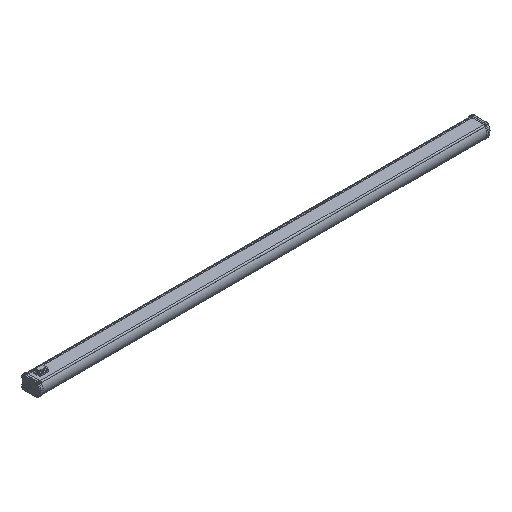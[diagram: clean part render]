
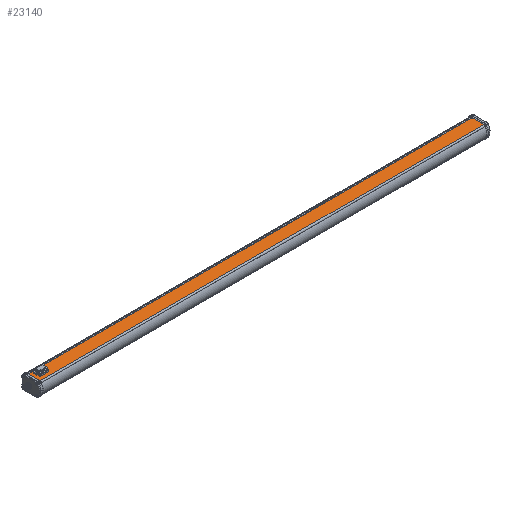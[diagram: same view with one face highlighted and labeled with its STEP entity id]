
A CAD part, isometric view. The second image highlights one B-rep face of the part: STEP entity #23140.
In plain terms, the highlighted planar face has unit normal (0, 0, 1).
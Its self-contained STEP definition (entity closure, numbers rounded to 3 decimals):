
#4854=DIRECTION('',(0.,-1.,0.));
#4855=VECTOR('',#4854,29.273);
#4856=CARTESIAN_POINT('',(574.,-6.581,16.));
#4857=LINE('',#4856,#4855);
#4988=DIRECTION('',(1.,0.,0.));
#4989=VECTOR('',#4988,1148.);
#4990=CARTESIAN_POINT('',(-574.,-37.,16.));
#4991=LINE('',#4990,#4989);
#4992=DIRECTION('',(0.,-1.,0.));
#4993=VECTOR('',#4992,1.146);
#4994=CARTESIAN_POINT('',(-574.,-35.854,16.));
#4995=LINE('',#4994,#4993);
#4996=DIRECTION('',(-1.,0.,0.));
#4997=VECTOR('',#4996,1148.);
#4998=CARTESIAN_POINT('',(574.,-6.581,16.));
#4999=LINE('',#4998,#4997);
#5000=DIRECTION('',(0.,-1.,0.));
#5001=VECTOR('',#5000,1.146);
#5002=CARTESIAN_POINT('',(574.,-35.854,16.));
#5003=LINE('',#5002,#5001);
#5004=DIRECTION('',(0.,1.,0.));
#5005=VECTOR('',#5004,14.5);
#5006=CARTESIAN_POINT('',(-537.3,-26.45,16.));
#5007=LINE('',#5006,#5005);
#5008=CARTESIAN_POINT('',(-538.8,-11.95,16.));
#5009=DIRECTION('',(0.,0.,-1.));
#5010=DIRECTION('',(0.,1.,0.));
#5011=AXIS2_PLACEMENT_3D('',#5008,#5009,#5010);
#5013=DIRECTION('',(-1.,0.,0.));
#5014=VECTOR('',#5013,20.9);
#5015=CARTESIAN_POINT('',(-538.8,-10.45,16.));
#5016=LINE('',#5015,#5014);
#5017=CARTESIAN_POINT('',(-559.7,-11.95,16.));
#5018=DIRECTION('',(0.,0.,-1.));
#5019=DIRECTION('',(-1.,0.,0.));
#5020=AXIS2_PLACEMENT_3D('',#5017,#5018,#5019);
#5022=DIRECTION('',(0.,-1.,0.));
#5023=VECTOR('',#5022,14.5);
#5024=CARTESIAN_POINT('',(-561.2,-11.95,16.));
#5025=LINE('',#5024,#5023);
#5026=CARTESIAN_POINT('',(-559.7,-26.45,16.));
#5027=DIRECTION('',(0.,0.,-1.));
#5028=DIRECTION('',(0.,-1.,0.));
#5029=AXIS2_PLACEMENT_3D('',#5026,#5027,#5028);
#5031=DIRECTION('',(1.,0.,0.));
#5032=VECTOR('',#5031,20.9);
#5033=CARTESIAN_POINT('',(-559.7,-27.95,16.));
#5034=LINE('',#5033,#5032);
#5035=CARTESIAN_POINT('',(-538.8,-26.45,16.));
#5036=DIRECTION('',(0.,0.,-1.));
#5037=DIRECTION('',(1.,0.,0.));
#5038=AXIS2_PLACEMENT_3D('',#5035,#5036,#5037);
#14655=DIRECTION('',(0.,-1.,0.));
#14656=VECTOR('',#14655,29.273);
#14657=CARTESIAN_POINT('',(-574.,-6.581,16.));
#14658=LINE('',#14657,#14656);
#15693=CARTESIAN_POINT('',(-574.,-6.581,16.));
#15695=VERTEX_POINT('',#15693);
#15699=CARTESIAN_POINT('',(574.,-6.581,16.));
#15700=VERTEX_POINT('',#15699);
#15877=CARTESIAN_POINT('',(-537.3,-26.45,16.));
#15878=CARTESIAN_POINT('',(-537.3,-11.95,16.));
#15879=VERTEX_POINT('',#15877);
#15880=VERTEX_POINT('',#15878);
#15881=CARTESIAN_POINT('',(-538.8,-10.45,16.));
#15882=CARTESIAN_POINT('',(-559.7,-10.45,16.));
#15883=VERTEX_POINT('',#15881);
#15884=VERTEX_POINT('',#15882);
#15885=CARTESIAN_POINT('',(-561.2,-11.95,16.));
#15886=CARTESIAN_POINT('',(-561.2,-26.45,16.));
#15887=VERTEX_POINT('',#15885);
#15888=VERTEX_POINT('',#15886);
#15889=CARTESIAN_POINT('',(-559.7,-27.95,16.));
#15890=CARTESIAN_POINT('',(-538.8,-27.95,16.));
#15891=VERTEX_POINT('',#15889);
#15892=VERTEX_POINT('',#15890);
#16386=CARTESIAN_POINT('',(-574.,-35.854,16.));
#16388=VERTEX_POINT('',#16386);
#16412=CARTESIAN_POINT('',(-574.,-37.,16.));
#16413=VERTEX_POINT('',#16412);
#17262=CARTESIAN_POINT('',(574.,-35.854,16.));
#17264=VERTEX_POINT('',#17262);
#17292=CARTESIAN_POINT('',(574.,-37.,16.));
#17293=VERTEX_POINT('',#17292);
#23105=CARTESIAN_POINT('',(-574.,-6.414,16.));
#23106=DIRECTION('',(0.,0.,1.));
#23107=DIRECTION('',(0.,-1.,0.));
#23108=AXIS2_PLACEMENT_3D('',#23105,#23106,#23107);
#23109=PLANE('',#23108);
#23111=ORIENTED_EDGE('',*,*,#23110,.F.);
#23113=ORIENTED_EDGE('',*,*,#23112,.F.);
#23115=ORIENTED_EDGE('',*,*,#23114,.F.);
#23117=ORIENTED_EDGE('',*,*,#23116,.F.);
#23118=ORIENTED_EDGE('',*,*,#22901,.T.);
#23119=ORIENTED_EDGE('',*,*,#23082,.T.);
#23120=EDGE_LOOP('',(#23111,#23113,#23115,#23117,#23118,#23119));
#23121=FACE_OUTER_BOUND('',#23120,.F.);
#23123=ORIENTED_EDGE('',*,*,#23122,.T.);
#23125=ORIENTED_EDGE('',*,*,#23124,.F.);
#23127=ORIENTED_EDGE('',*,*,#23126,.T.);
#23129=ORIENTED_EDGE('',*,*,#23128,.F.);
#23131=ORIENTED_EDGE('',*,*,#23130,.T.);
#23133=ORIENTED_EDGE('',*,*,#23132,.F.);
#23135=ORIENTED_EDGE('',*,*,#23134,.T.);
#23137=ORIENTED_EDGE('',*,*,#23136,.F.);
#23138=EDGE_LOOP('',(#23123,#23125,#23127,#23129,#23131,#23133,#23135,#23137));
#23139=FACE_BOUND('',#23138,.F.);
#23140=ADVANCED_FACE('',(#23121,#23139),#23109,.T.);
#5012=CIRCLE('',#5011,1.5);
#5021=CIRCLE('',#5020,1.5);
#5030=CIRCLE('',#5029,1.5);
#5039=CIRCLE('',#5038,1.5);
#22901=EDGE_CURVE('',#15700,#17264,#4857,.T.);
#23082=EDGE_CURVE('',#17264,#17293,#5003,.T.);
#23110=EDGE_CURVE('',#16413,#17293,#4991,.T.);
#23112=EDGE_CURVE('',#16388,#16413,#4995,.T.);
#23114=EDGE_CURVE('',#15695,#16388,#14658,.T.);
#23116=EDGE_CURVE('',#15700,#15695,#4999,.T.);
#23122=EDGE_CURVE('',#15879,#15880,#5007,.T.);
#23124=EDGE_CURVE('',#15883,#15880,#5012,.T.);
#23126=EDGE_CURVE('',#15883,#15884,#5016,.T.);
#23128=EDGE_CURVE('',#15887,#15884,#5021,.T.);
#23130=EDGE_CURVE('',#15887,#15888,#5025,.T.);
#23132=EDGE_CURVE('',#15891,#15888,#5030,.T.);
#23134=EDGE_CURVE('',#15891,#15892,#5034,.T.);
#23136=EDGE_CURVE('',#15879,#15892,#5039,.T.);
